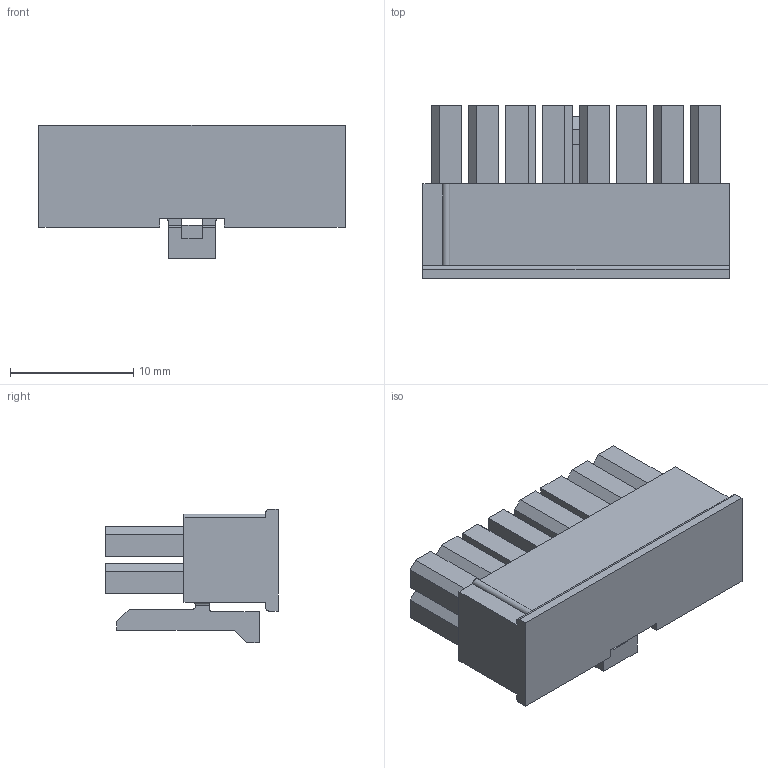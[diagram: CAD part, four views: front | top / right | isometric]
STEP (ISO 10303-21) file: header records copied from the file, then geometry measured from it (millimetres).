
FILE_DESCRIPTION( ( 'STEP AP214' ), '1' );
FILE_NAME( 'psolqas0729500383.stp', '2019-02-18T06:29:50', ( '' ), ( '' ), ' ', 'PARTsolutions', ' ' );
FILE_SCHEMA( ( 'AUTOMOTIVE_DESIGN { 1 0 10303 214 1 1 1 1 }' ) );
Length unit declared in the file: metre
Products named in the file (1): 1
Bounding box: 24.85 x 14 x 10.85 mm (x, y, z)
Volume: 1930.1 mm3; surface area: 2083.2 mm2
Topology: 1 solids, 1 shells, 249 faces, 645 edges, 430 vertices
Faces by surface type: plane 239, cylinder 10
Entity records: 7492 total; most frequent: CARTESIAN_POINT 1345, ORIENTED_EDGE 1290, DIRECTION 1161, EDGE_CURVE 645, LINE 625, VECTOR 625, VERTEX_POINT 430, EDGE_LOOP 283
